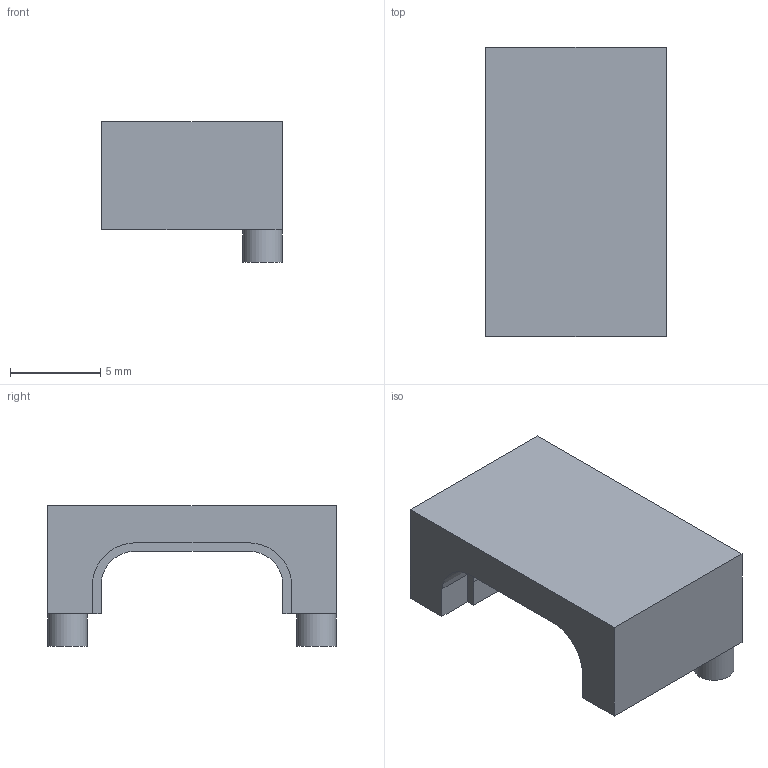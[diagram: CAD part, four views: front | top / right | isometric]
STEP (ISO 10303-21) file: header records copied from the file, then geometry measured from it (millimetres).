
FILE_DESCRIPTION(('FreeCAD Model'),'2;1');
FILE_NAME('Open CASCADE Shape Model','2022-11-27T18:32:40',('Author'),( ''),'Open CASCADE STEP processor 7.5','FreeCAD','Unknown');
FILE_SCHEMA(('AUTOMOTIVE_DESIGN { 1 0 10303 214 1 1 1 1 }'));
Length unit declared in the file: millimetre
Products named in the file (1): USB CON - Body004
Bounding box: 10 x 16 x 7.8 mm (x, y, z)
Volume: 604.6 mm3; surface area: 679.2 mm2
Topology: 1 solids, 1 shells, 36 faces, 90 edges, 58 vertices
Faces by surface type: plane 30, cylinder 6
Full cylindrical faces by diameter (mm): 2.2 x2
Entity records: 1084 total; most frequent: CARTESIAN_POINT 185, ORIENTED_EDGE 180, DIRECTION 178, EDGE_CURVE 90, LINE 76, VECTOR 76, VERTEX_POINT 58, AXIS2_PLACEMENT_3D 51
